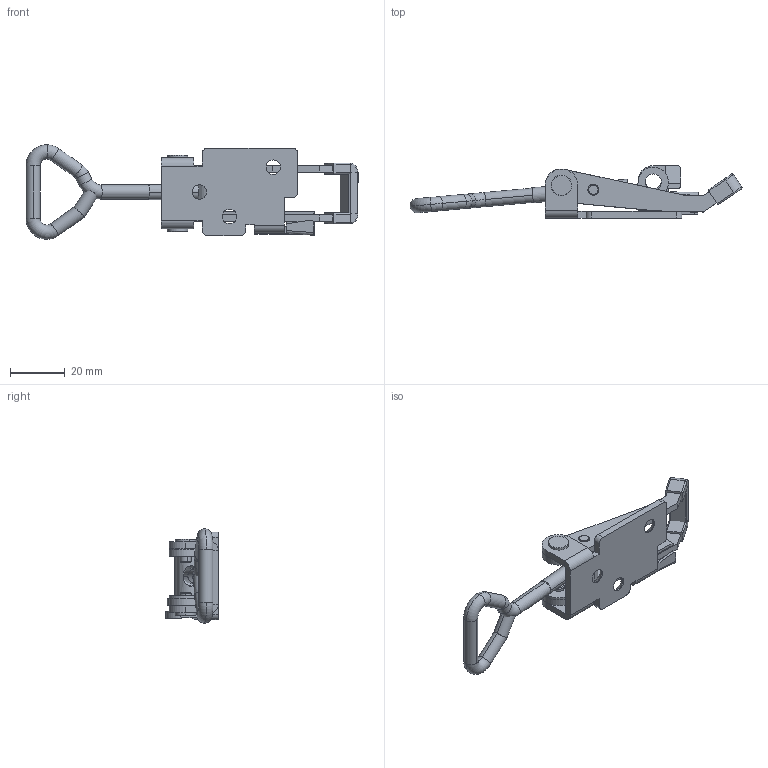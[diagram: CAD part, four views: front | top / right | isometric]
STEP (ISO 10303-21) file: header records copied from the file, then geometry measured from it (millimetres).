
FILE_DESCRIPTION (( 'STEP AP214' ), '1' );
FILE_NAME ('540776 - 702 LC Stainless Safety catch Blue handle.STEP', '2017-02-07T07:43:26', ( '' ), ( '' ), 'SwSTEP 2.0', 'SolidWorks 2015', '' );
FILE_SCHEMA (( 'AUTOMOTIVE_DESIGN' ));
Length unit declared in the file: millimetre
Products named in the file (7): 702 - Safety Catch; 702 - Skruvögla; 702 - Rulle; 702 - Ansatsnit; 702 - Bygel låsögla blåplast; 702 - Platta LC Spärr; 540776 - 702 LC Stainless Safety catch Blue handle
Assembly tree (7 placements, depth 2):
  540776 - 702 LC Stainless Safety catch Blue handle
    702 - Platta LC Spärr
    702 - Bygel låsögla blåplast
    702 - Ansatsnit  x2
    702 - Rulle
    702 - Skruvögla
    702 - Safety Catch
Bounding box: 121.29 x 19.3 x 34.51 mm (x, y, z)
Volume: 12828.7 mm3; surface area: 13100.2 mm2
Topology: 7 solids, 7 shells, 255 faces, 609 edges, 370 vertices
Faces by surface type: cylinder 109, plane 104, torus 24, cone 18
Entity records: 8348 total; most frequent: CARTESIAN_POINT 1363, DIRECTION 1303, ORIENTED_EDGE 1154, EDGE_CURVE 577, AXIS2_PLACEMENT_3D 491, VERTEX_POINT 355, LINE 321, VECTOR 321
